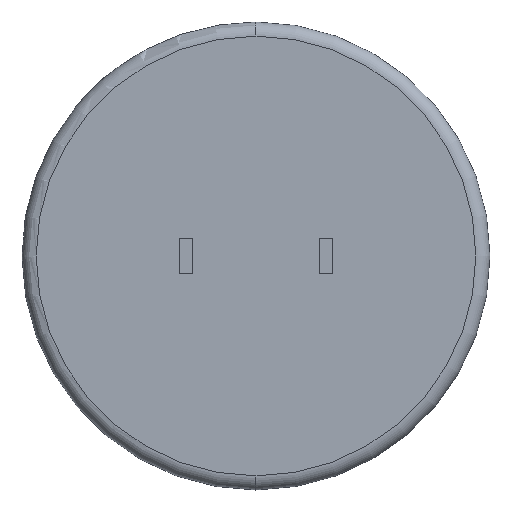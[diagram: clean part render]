
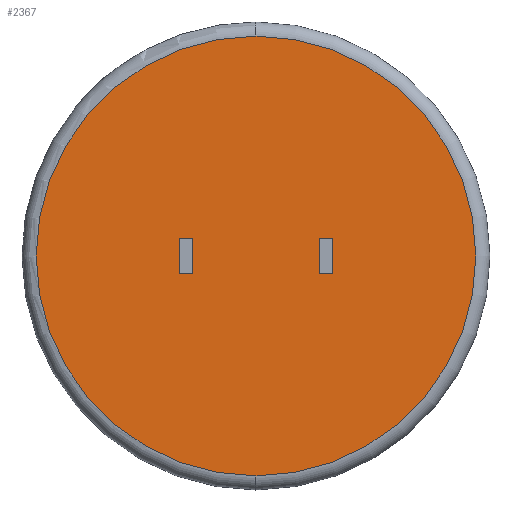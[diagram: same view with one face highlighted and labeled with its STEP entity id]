
A CAD part, front view. The second image highlights one B-rep face of the part: STEP entity #2367.
In plain terms, the highlighted planar face has unit normal (0, -1, 0).
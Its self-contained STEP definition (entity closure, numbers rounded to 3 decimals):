
#32 = CARTESIAN_POINT ( 'NONE',  ( 2.29, 0., -0.65 ) ) ;
#34 = CIRCLE ( 'NONE', #1054, 7.984 ) ;
#104 = VERTEX_POINT ( 'NONE', #1607 ) ;
#108 = LINE ( 'NONE', #2363, #1033 ) ;
#142 = VERTEX_POINT ( 'NONE', #525 ) ;
#196 = LINE ( 'NONE', #624, #626 ) ;
#208 = DIRECTION ( 'NONE',  ( 1., 0., 0. ) ) ;
#215 = CARTESIAN_POINT ( 'NONE',  ( 0., 0., -7.984 ) ) ;
#216 = LINE ( 'NONE', #1256, #1206 ) ;
#220 = DIRECTION ( 'NONE',  ( 0., 0., -1. ) ) ;
#254 = EDGE_CURVE ( 'NONE', #1894, #1226, #1586, .T. ) ;
#318 = CARTESIAN_POINT ( 'NONE',  ( 0., 0., 0. ) ) ;
#332 = CARTESIAN_POINT ( 'NONE',  ( 0., 0., 0. ) ) ;
#343 = LINE ( 'NONE', #2070, #1809 ) ;
#352 = DIRECTION ( 'NONE',  ( 0., 0., 1. ) ) ;
#403 = ORIENTED_EDGE ( 'NONE', *, *, #2212, .F. ) ;
#427 = VERTEX_POINT ( 'NONE', #930 ) ;
#439 = CARTESIAN_POINT ( 'NONE',  ( 0., 0., 7.984 ) ) ;
#440 = CARTESIAN_POINT ( 'NONE',  ( -2.79, 0., -0.65 ) ) ;
#444 = CARTESIAN_POINT ( 'NONE',  ( -2.29, 0., 0.65 ) ) ;
#479 = ORIENTED_EDGE ( 'NONE', *, *, #1012, .F. ) ;
#481 = EDGE_CURVE ( 'NONE', #142, #1674, #1930, .T. ) ;
#525 = CARTESIAN_POINT ( 'NONE',  ( 2.79, 0., -0.65 ) ) ;
#603 = DIRECTION ( 'NONE',  ( 1., 0., 0. ) ) ;
#624 = CARTESIAN_POINT ( 'NONE',  ( -2.79, 0., 0. ) ) ;
#626 = VECTOR ( 'NONE', #2106, 1000. ) ;
#638 = EDGE_LOOP ( 'NONE', ( #2638, #479, #2085, #403 ) ) ;
#696 = VECTOR ( 'NONE', #1308, 1000. ) ;
#716 = EDGE_LOOP ( 'NONE', ( #2187, #1222, #1757, #2503 ) ) ;
#739 = DIRECTION ( 'NONE',  ( 0., -1., 0. ) ) ;
#744 = FACE_BOUND ( 'NONE', #638, .T. ) ;
#745 = VERTEX_POINT ( 'NONE', #32 ) ;
#803 = EDGE_CURVE ( 'NONE', #427, #1226, #1835, .T. ) ;
#896 = ORIENTED_EDGE ( 'NONE', *, *, #2769, .T. ) ;
#930 = CARTESIAN_POINT ( 'NONE',  ( -2.29, 0., 0.65 ) ) ;
#978 = DIRECTION ( 'NONE',  ( 0., 0., 1. ) ) ;
#993 = EDGE_CURVE ( 'NONE', #2596, #2478, #34, .T. ) ;
#1012 = EDGE_CURVE ( 'NONE', #1674, #104, #1566, .T. ) ;
#1033 = VECTOR ( 'NONE', #1547, 1000. ) ;
#1054 = AXIS2_PLACEMENT_3D ( 'NONE', #318, #739, #1408 ) ;
#1206 = VECTOR ( 'NONE', #603, 1000. ) ;
#1212 = CARTESIAN_POINT ( 'NONE',  ( -2.29, 0., -0.65 ) ) ;
#1222 = ORIENTED_EDGE ( 'NONE', *, *, #1665, .T. ) ;
#1226 = VERTEX_POINT ( 'NONE', #1212 ) ;
#1256 = CARTESIAN_POINT ( 'NONE',  ( -2.79, 0., 0.65 ) ) ;
#1308 = DIRECTION ( 'NONE',  ( 0., 0., -1. ) ) ;
#1312 = CARTESIAN_POINT ( 'NONE',  ( 2.79, 0., 0.65 ) ) ;
#1339 = FACE_OUTER_BOUND ( 'NONE', #2018, .T. ) ;
#1381 = CARTESIAN_POINT ( 'NONE',  ( -2.79, 0., 0.65 ) ) ;
#1408 = DIRECTION ( 'NONE',  ( 0., 0., 1. ) ) ;
#1452 = VECTOR ( 'NONE', #208, 1000. ) ;
#1470 = CIRCLE ( 'NONE', #2700, 7.984 ) ;
#1529 = EDGE_CURVE ( 'NONE', #1894, #1903, #196, .T. ) ;
#1547 = DIRECTION ( 'NONE',  ( 1., 0., 0. ) ) ;
#1566 = LINE ( 'NONE', #2666, #1666 ) ;
#1586 = LINE ( 'NONE', #440, #1452 ) ;
#1607 = CARTESIAN_POINT ( 'NONE',  ( 2.29, 0., 0.65 ) ) ;
#1665 = EDGE_CURVE ( 'NONE', #1903, #427, #216, .T. ) ;
#1666 = VECTOR ( 'NONE', #1832, 1000. ) ;
#1674 = VERTEX_POINT ( 'NONE', #1312 ) ;
#1709 = AXIS2_PLACEMENT_3D ( 'NONE', #332, #2236, #352 ) ;
#1757 = ORIENTED_EDGE ( 'NONE', *, *, #803, .T. ) ;
#1809 = VECTOR ( 'NONE', #220, 1000. ) ;
#1812 = ORIENTED_EDGE ( 'NONE', *, *, #993, .T. ) ;
#1832 = DIRECTION ( 'NONE',  ( -1., 0., 0. ) ) ;
#1835 = LINE ( 'NONE', #444, #696 ) ;
#1843 = PLANE ( 'NONE',  #1709 ) ;
#1894 = VERTEX_POINT ( 'NONE', #2011 ) ;
#1903 = VERTEX_POINT ( 'NONE', #1381 ) ;
#1930 = LINE ( 'NONE', #2225, #2286 ) ;
#2011 = CARTESIAN_POINT ( 'NONE',  ( -2.79, 0., -0.65 ) ) ;
#2018 = EDGE_LOOP ( 'NONE', ( #896, #1812 ) ) ;
#2027 = EDGE_CURVE ( 'NONE', #104, #745, #343, .T. ) ;
#2063 = CARTESIAN_POINT ( 'NONE',  ( 0., 0., 0. ) ) ;
#2070 = CARTESIAN_POINT ( 'NONE',  ( 2.29, 0., -0.65 ) ) ;
#2085 = ORIENTED_EDGE ( 'NONE', *, *, #481, .F. ) ;
#2106 = DIRECTION ( 'NONE',  ( 0., 0., 1. ) ) ;
#2187 = ORIENTED_EDGE ( 'NONE', *, *, #1529, .T. ) ;
#2212 = EDGE_CURVE ( 'NONE', #745, #142, #108, .T. ) ;
#2225 = CARTESIAN_POINT ( 'NONE',  ( 2.79, 0., 0. ) ) ;
#2236 = DIRECTION ( 'NONE',  ( 0., 1., 0. ) ) ;
#2264 = DIRECTION ( 'NONE',  ( 0., -1., 0. ) ) ;
#2286 = VECTOR ( 'NONE', #978, 1000. ) ;
#2290 = DIRECTION ( 'NONE',  ( 0., 0., 1. ) ) ;
#2363 = CARTESIAN_POINT ( 'NONE',  ( 2.29, 0., -0.65 ) ) ;
#2367 = ADVANCED_FACE ( 'NONE', ( #1339, #2648, #744 ), #1843, .F. ) ;
#2478 = VERTEX_POINT ( 'NONE', #439 ) ;
#2503 = ORIENTED_EDGE ( 'NONE', *, *, #254, .F. ) ;
#2596 = VERTEX_POINT ( 'NONE', #215 ) ;
#2638 = ORIENTED_EDGE ( 'NONE', *, *, #2027, .F. ) ;
#2648 = FACE_BOUND ( 'NONE', #716, .T. ) ;
#2666 = CARTESIAN_POINT ( 'NONE',  ( 2.29, 0., 0.65 ) ) ;
#2700 = AXIS2_PLACEMENT_3D ( 'NONE', #2063, #2264, #2290 ) ;
#2769 = EDGE_CURVE ( 'NONE', #2478, #2596, #1470, .T. ) ;
